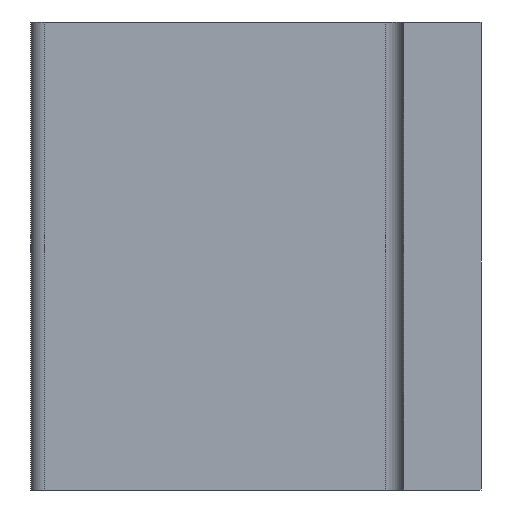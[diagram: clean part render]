
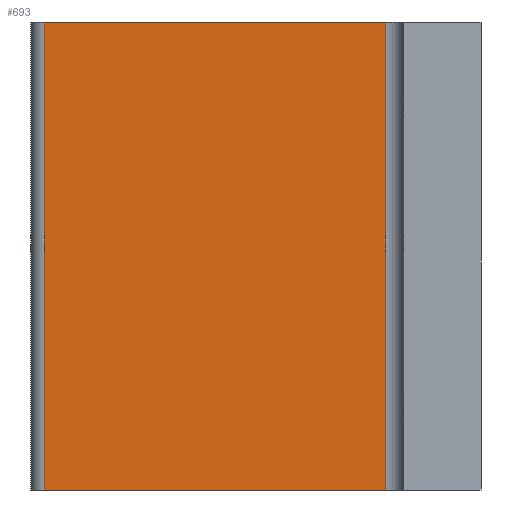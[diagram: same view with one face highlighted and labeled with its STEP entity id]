
A CAD part, left-side view. The second image highlights one B-rep face of the part: STEP entity #693.
In plain terms, the highlighted planar face has unit normal (-1, 0.007, 0).
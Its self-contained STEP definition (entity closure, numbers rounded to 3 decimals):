
#77 = VECTOR ( 'NONE', #463, 1000. ) ;
#133 = EDGE_CURVE ( 'NONE', #1387, #1841, #831, .T. ) ;
#236 = ORIENTED_EDGE ( 'NONE', *, *, #133, .F. ) ;
#250 = VECTOR ( 'NONE', #846, 1000. ) ;
#268 = CARTESIAN_POINT ( 'NONE',  ( 55.388, 24.256, 10. ) ) ;
#308 = ORIENTED_EDGE ( 'NONE', *, *, #1426, .T. ) ;
#327 = CARTESIAN_POINT ( 'NONE',  ( 55.388, 24.256, -16. ) ) ;
#328 = CARTESIAN_POINT ( 'NONE',  ( 55.245, 5.292, 0. ) ) ;
#359 = LINE ( 'NONE', #327, #77 ) ;
#389 = VECTOR ( 'NONE', #648, 1000. ) ;
#432 = EDGE_CURVE ( 'NONE', #733, #1841, #1384, .T. ) ;
#463 = DIRECTION ( 'NONE',  ( -0.008, -1., 0. ) ) ;
#499 = CARTESIAN_POINT ( 'NONE',  ( 55.245, 5.292, 10. ) ) ;
#648 = DIRECTION ( 'NONE',  ( -0.008, -1., 0. ) ) ;
#693 = ADVANCED_FACE ( 'NONE', ( #777 ), #1504, .T. ) ;
#720 = CARTESIAN_POINT ( 'NONE',  ( 55.245, 5.292, 0. ) ) ;
#733 = VERTEX_POINT ( 'NONE', #1803 ) ;
#777 = FACE_OUTER_BOUND ( 'NONE', #1871, .T. ) ;
#831 = LINE ( 'NONE', #1526, #389 ) ;
#846 = DIRECTION ( 'NONE',  ( 0., 0., -1. ) ) ;
#904 = ORIENTED_EDGE ( 'NONE', *, *, #1667, .T. ) ;
#994 = VECTOR ( 'NONE', #1311, 1000. ) ;
#1209 = CARTESIAN_POINT ( 'NONE',  ( 55.388, 24.256, -16. ) ) ;
#1256 = ORIENTED_EDGE ( 'NONE', *, *, #432, .T. ) ;
#1284 = CARTESIAN_POINT ( 'NONE',  ( 55.388, 24.256, 0. ) ) ;
#1311 = DIRECTION ( 'NONE',  ( 0., 0., 1. ) ) ;
#1384 = LINE ( 'NONE', #720, #994 ) ;
#1387 = VERTEX_POINT ( 'NONE', #268 ) ;
#1426 = EDGE_CURVE ( 'NONE', #1387, #1711, #1430, .T. ) ;
#1430 = LINE ( 'NONE', #1284, #250 ) ;
#1504 = PLANE ( 'NONE',  #1633 ) ;
#1521 = DIRECTION ( 'NONE',  ( -1., 0.008, 0. ) ) ;
#1526 = CARTESIAN_POINT ( 'NONE',  ( 55.388, 24.256, 10. ) ) ;
#1537 = DIRECTION ( 'NONE',  ( -0.008, -1., 0. ) ) ;
#1633 = AXIS2_PLACEMENT_3D ( 'NONE', #328, #1521, #1537 ) ;
#1667 = EDGE_CURVE ( 'NONE', #1711, #733, #359, .T. ) ;
#1711 = VERTEX_POINT ( 'NONE', #1209 ) ;
#1803 = CARTESIAN_POINT ( 'NONE',  ( 55.245, 5.292, -16. ) ) ;
#1841 = VERTEX_POINT ( 'NONE', #499 ) ;
#1871 = EDGE_LOOP ( 'NONE', ( #904, #1256, #236, #308 ) ) ;
